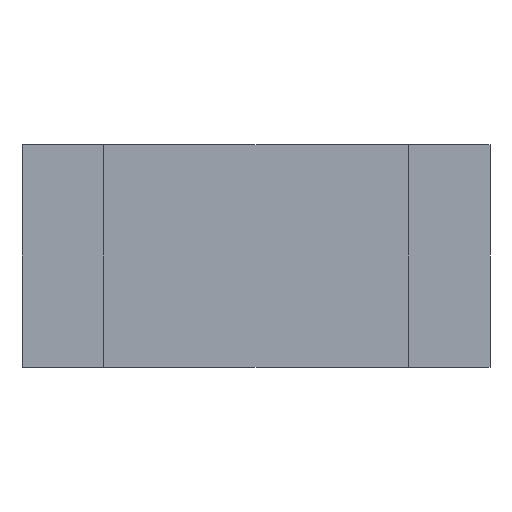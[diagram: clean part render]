
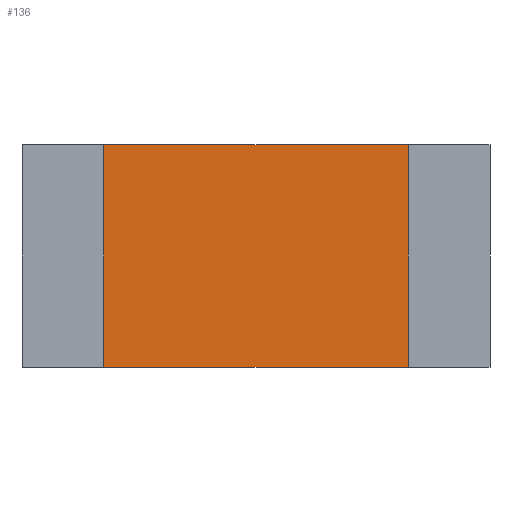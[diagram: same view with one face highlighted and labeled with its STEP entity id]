
A CAD part, front view. The second image highlights one B-rep face of the part: STEP entity #136.
In plain terms, the highlighted planar face has unit normal (0, -1, 0).
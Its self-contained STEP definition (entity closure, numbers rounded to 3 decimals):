
#136 = ADVANCED_FACE( '', ( #250 ), #251, .T. );
#250 = FACE_OUTER_BOUND( '', #376, .T. );
#251 = PLANE( '', #377 );
#376 = EDGE_LOOP( '', ( #581, #582, #583, #584 ) );
#377 = AXIS2_PLACEMENT_3D( '', #585, #586, #587 );
#581 = ORIENTED_EDGE( '', *, *, #783, .F. );
#582 = ORIENTED_EDGE( '', *, *, #816, .F. );
#583 = ORIENTED_EDGE( '', *, *, #821, .T. );
#584 = ORIENTED_EDGE( '', *, *, #822, .T. );
#585 = CARTESIAN_POINT( '', ( 0.65, -0.625, 0.475 ) );
#586 = DIRECTION( '', ( 0., -1., 0. ) );
#587 = DIRECTION( '', ( 0., 0., -1. ) );
#783 = EDGE_CURVE( '', #940, #935, #942, .T. );
#816 = EDGE_CURVE( '', #992, #940, #994, .T. );
#821 = EDGE_CURVE( '', #992, #1000, #1001, .T. );
#822 = EDGE_CURVE( '', #1000, #935, #1002, .T. );
#935 = VERTEX_POINT( '', #1300 );
#940 = VERTEX_POINT( '', #1307 );
#942 = LINE( '', #1310, #1311 );
#992 = VERTEX_POINT( '', #1384 );
#994 = LINE( '', #1387, #1388 );
#1000 = VERTEX_POINT( '', #1396 );
#1001 = LINE( '', #1397, #1398 );
#1002 = LINE( '', #1399, #1400 );
#1300 = CARTESIAN_POINT( '', ( -0.65, -0.625, -0.475 ) );
#1307 = CARTESIAN_POINT( '', ( 0.65, -0.625, -0.475 ) );
#1310 = CARTESIAN_POINT( '', ( 0.65, -0.625, -0.475 ) );
#1311 = VECTOR( '', #1536, 1000. );
#1384 = CARTESIAN_POINT( '', ( 0.65, -0.625, 0.475 ) );
#1387 = CARTESIAN_POINT( '', ( 0.65, -0.625, 0.475 ) );
#1388 = VECTOR( '', #1561, 1000. );
#1396 = CARTESIAN_POINT( '', ( -0.65, -0.625, 0.475 ) );
#1397 = CARTESIAN_POINT( '', ( 0.65, -0.625, 0.475 ) );
#1398 = VECTOR( '', #1564, 1000. );
#1399 = CARTESIAN_POINT( '', ( -0.65, -0.625, 0.475 ) );
#1400 = VECTOR( '', #1565, 1000. );
#1536 = DIRECTION( '', ( -1., 0., 0. ) );
#1561 = DIRECTION( '', ( 0., 0., -1. ) );
#1564 = DIRECTION( '', ( -1., 0., 0. ) );
#1565 = DIRECTION( '', ( 0., 0., -1. ) );
